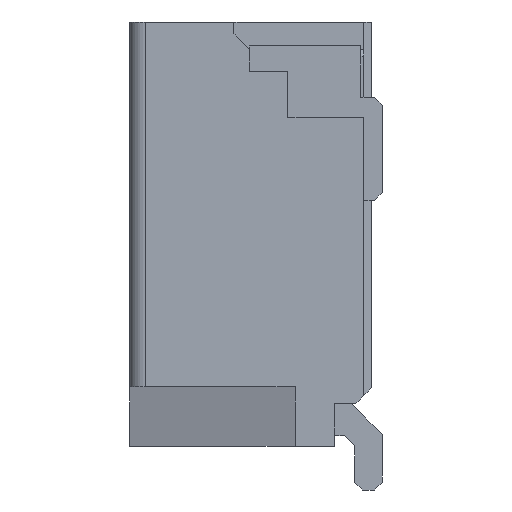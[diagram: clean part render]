
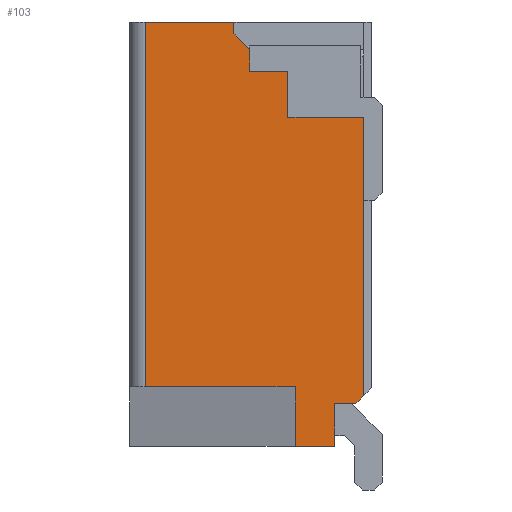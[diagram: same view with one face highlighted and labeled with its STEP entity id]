
A CAD part, left-side view. The second image highlights one B-rep face of the part: STEP entity #103.
In plain terms, the highlighted planar face has unit normal (-1, 0, 0).
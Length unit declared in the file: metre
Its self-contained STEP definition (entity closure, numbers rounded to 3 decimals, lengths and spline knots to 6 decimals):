
#103 = ADVANCED_FACE( '', ( #289 ), #290, .T. );
#289 = FACE_OUTER_BOUND( '', #542, .T. );
#290 = PLANE( '', #543 );
#542 = EDGE_LOOP( '', ( #1172, #1173, #1174, #1175, #1176, #1177, #1178, #1179, #1180, #1181, #1182, #1183, #1184, #1185, #1186 ) );
#543 = AXIS2_PLACEMENT_3D( '', #1187, #1188, #1189 );
#1172 = ORIENTED_EDGE( '', *, *, #1980, .T. );
#1173 = ORIENTED_EDGE( '', *, *, #1981, .F. );
#1174 = ORIENTED_EDGE( '', *, *, #1750, .F. );
#1175 = ORIENTED_EDGE( '', *, *, #1759, .T. );
#1176 = ORIENTED_EDGE( '', *, *, #1982, .F. );
#1177 = ORIENTED_EDGE( '', *, *, #1983, .T. );
#1178 = ORIENTED_EDGE( '', *, *, #1784, .F. );
#1179 = ORIENTED_EDGE( '', *, *, #1793, .T. );
#1180 = ORIENTED_EDGE( '', *, *, #1984, .T. );
#1181 = ORIENTED_EDGE( '', *, *, #1883, .T. );
#1182 = ORIENTED_EDGE( '', *, *, #1740, .T. );
#1183 = ORIENTED_EDGE( '', *, *, #1746, .T. );
#1184 = ORIENTED_EDGE( '', *, *, #1985, .F. );
#1185 = ORIENTED_EDGE( '', *, *, #1958, .T. );
#1186 = ORIENTED_EDGE( '', *, *, #1986, .T. );
#1187 = CARTESIAN_POINT( '', ( -0.002, 0.001525, -0.002675 ) );
#1188 = DIRECTION( '', ( -1., 0., 0. ) );
#1189 = DIRECTION( '', ( 0., 0., 1. ) );
#1740 = EDGE_CURVE( '', #2087, #2084, #2088, .T. );
#1746 = EDGE_CURVE( '', #2084, #2097, #2099, .T. );
#1750 = EDGE_CURVE( '', #2104, #2105, #2106, .T. );
#1759 = EDGE_CURVE( '', #2104, #2120, #2123, .T. );
#1784 = EDGE_CURVE( '', #2168, #2170, #2171, .T. );
#1793 = EDGE_CURVE( '', #2168, #2185, #2188, .T. );
#1883 = EDGE_CURVE( '', #2349, #2087, #2350, .T. );
#1958 = EDGE_CURVE( '', #2476, #2474, #2477, .T. );
#1980 = EDGE_CURVE( '', #2511, #2512, #2513, .T. );
#1981 = EDGE_CURVE( '', #2105, #2512, #2514, .T. );
#1982 = EDGE_CURVE( '', #2515, #2120, #2516, .T. );
#1983 = EDGE_CURVE( '', #2515, #2170, #2517, .T. );
#1984 = EDGE_CURVE( '', #2185, #2349, #2518, .T. );
#1985 = EDGE_CURVE( '', #2476, #2097, #2519, .T. );
#1986 = EDGE_CURVE( '', #2474, #2511, #2520, .T. );
#2084 = VERTEX_POINT( '', #2655 );
#2087 = VERTEX_POINT( '', #2659 );
#2088 = LINE( '', #2660, #2661 );
#2097 = VERTEX_POINT( '', #2674 );
#2099 = LINE( '', #2677, #2678 );
#2104 = VERTEX_POINT( '', #2686 );
#2105 = VERTEX_POINT( '', #2687 );
#2106 = LINE( '', #2688, #2689 );
#2120 = VERTEX_POINT( '', #2710 );
#2123 = LINE( '', #2714, #2715 );
#2168 = VERTEX_POINT( '', #2783 );
#2170 = VERTEX_POINT( '', #2786 );
#2171 = LINE( '', #2787, #2788 );
#2185 = VERTEX_POINT( '', #2809 );
#2188 = LINE( '', #2813, #2814 );
#2349 = VERTEX_POINT( '', #3058 );
#2350 = LINE( '', #3059, #3060 );
#2474 = VERTEX_POINT( '', #3256 );
#2476 = VERTEX_POINT( '', #3258 );
#2477 = LINE( '', #3259, #3260 );
#2511 = VERTEX_POINT( '', #3314 );
#2512 = VERTEX_POINT( '', #3315 );
#2513 = LINE( '', #3316, #3317 );
#2514 = LINE( '', #3318, #3319 );
#2515 = VERTEX_POINT( '', #3320 );
#2516 = LINE( '', #3321, #3322 );
#2517 = LINE( '', #3323, #3324 );
#2518 = LINE( '', #3325, #3326 );
#2519 = LINE( '', #3327, #3328 );
#2520 = LINE( '', #3329, #3330 );
#2655 = CARTESIAN_POINT( '', ( -0.002, 0.00001, 0.002325 ) );
#2659 = CARTESIAN_POINT( '', ( -0.002, 0.00001, 0.002055 ) );
#2660 = CARTESIAN_POINT( '', ( -0.002, 0.00001, 0.002055 ) );
#2661 = VECTOR( '', #3560, 1. );
#2674 = CARTESIAN_POINT( '', ( -0.002, 0.00021, 0.002525 ) );
#2677 = CARTESIAN_POINT( '', ( -0.002, 0.00001, 0.002325 ) );
#2678 = VECTOR( '', #3566, 1. );
#2686 = CARTESIAN_POINT( '', ( -0.002, -0.00106, -0.002675 ) );
#2687 = CARTESIAN_POINT( '', ( -0.002, -0.00056, -0.002675 ) );
#2688 = CARTESIAN_POINT( '', ( -0.002, -0.00106, -0.002675 ) );
#2689 = VECTOR( '', #3570, 1. );
#2710 = CARTESIAN_POINT( '', ( -0.002, -0.00106, -0.002135 ) );
#2714 = CARTESIAN_POINT( '', ( -0.002, -0.00106, -0.002675 ) );
#2715 = VECTOR( '', #3579, 1. );
#2783 = CARTESIAN_POINT( '', ( -0.002, -0.001425, 0.001475 ) );
#2786 = CARTESIAN_POINT( '', ( -0.002, -0.001425, -0.002035 ) );
#2787 = CARTESIAN_POINT( '', ( -0.002, -0.001425, 0.001475 ) );
#2788 = VECTOR( '', #3604, 1. );
#2809 = CARTESIAN_POINT( '', ( -0.002, -0.00047, 0.001475 ) );
#2813 = CARTESIAN_POINT( '', ( -0.002, -0.001425, 0.001475 ) );
#2814 = VECTOR( '', #3613, 1. );
#3058 = CARTESIAN_POINT( '', ( -0.002, -0.00047, 0.002055 ) );
#3059 = CARTESIAN_POINT( '', ( -0.002, -0.00047, 0.002055 ) );
#3060 = VECTOR( '', #3715, 1. );
#3256 = CARTESIAN_POINT( '', ( -0.002, 0.001325, 0.002675 ) );
#3258 = CARTESIAN_POINT( '', ( -0.002, 0.00021, 0.002675 ) );
#3259 = CARTESIAN_POINT( '', ( -0.002, 0.00021, 0.002675 ) );
#3260 = VECTOR( '', #3794, 1. );
#3314 = CARTESIAN_POINT( '', ( -0.002, 0.001325, -0.001925 ) );
#3315 = CARTESIAN_POINT( '', ( -0.002, -0.00056, -0.001925 ) );
#3316 = CARTESIAN_POINT( '', ( -0.002, 0.001325, -0.001925 ) );
#3317 = VECTOR( '', #3818, 1. );
#3318 = CARTESIAN_POINT( '', ( -0.002, -0.00056, -0.002675 ) );
#3319 = VECTOR( '', #3819, 1. );
#3320 = CARTESIAN_POINT( '', ( -0.002, -0.001325, -0.002135 ) );
#3321 = CARTESIAN_POINT( '', ( -0.002, -0.001325, -0.002135 ) );
#3322 = VECTOR( '', #3820, 1. );
#3323 = CARTESIAN_POINT( '', ( -0.002, -0.001325, -0.002135 ) );
#3324 = VECTOR( '', #3821, 1. );
#3325 = CARTESIAN_POINT( '', ( -0.002, -0.00047, 0.001475 ) );
#3326 = VECTOR( '', #3822, 1. );
#3327 = CARTESIAN_POINT( '', ( -0.002, 0.00021, 0.002675 ) );
#3328 = VECTOR( '', #3823, 1. );
#3329 = CARTESIAN_POINT( '', ( -0.002, 0.001325, 0.002675 ) );
#3330 = VECTOR( '', #3824, 1. );
#3560 = DIRECTION( '', ( 0., 0., 1. ) );
#3566 = DIRECTION( '', ( 0., 0.707, 0.707 ) );
#3570 = DIRECTION( '', ( 0., 1., 0. ) );
#3579 = DIRECTION( '', ( 0., 0., 1. ) );
#3604 = DIRECTION( '', ( 0., 0., -1. ) );
#3613 = DIRECTION( '', ( 0., 1., 0. ) );
#3715 = DIRECTION( '', ( 0., 1., 0. ) );
#3794 = DIRECTION( '', ( 0., 1., 0. ) );
#3818 = DIRECTION( '', ( 0., -1., 0. ) );
#3819 = DIRECTION( '', ( 0., 0., 1. ) );
#3820 = DIRECTION( '', ( 0., 1., 0. ) );
#3821 = DIRECTION( '', ( 0., -0.707, 0.707 ) );
#3822 = DIRECTION( '', ( 0., 0., 1. ) );
#3823 = DIRECTION( '', ( 0., 0., -1. ) );
#3824 = DIRECTION( '', ( 0., 0., -1. ) );
